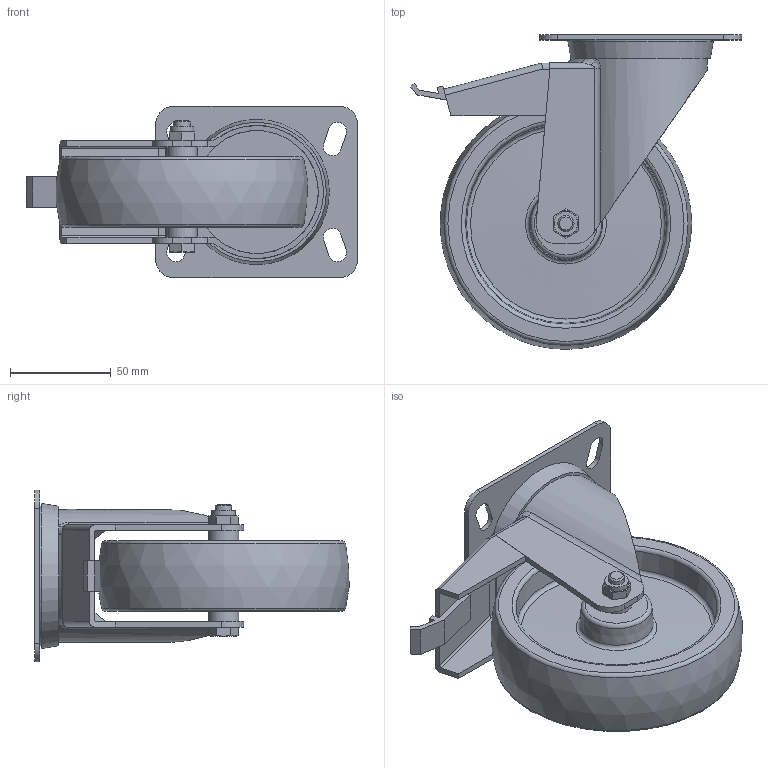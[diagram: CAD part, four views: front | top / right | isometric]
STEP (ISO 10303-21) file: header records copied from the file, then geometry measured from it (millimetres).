
FILE_DESCRIPTION(/* description */ ('RUOTA D.125 CON PIASTRA E FRENO GIREVOLE'),/* implementation_level */ '2;1');
FILE_NAME(/* name */ 'CRUST0000014.stp',/* time_stamp */ '2022-11-23T09:13:08+01:00',/* author */ ('tecnico7'),/* organization */ (''),/* preprocessor_version */ 'ST-DEVELOPER v18.1',/* originating_system */ 'Autodesk Inventor 2022',/* authorisation */ '');
FILE_SCHEMA (('AUTOMOTIVE_DESIGN { 1 0 10303 214 3 1 1 }'));
Length unit declared in the file: millimetre
Products named in the file (1): CRUST0000014
Bounding box: 164.05 x 155.77 x 85 mm (x, y, z)
Volume: 327624.9 mm3; surface area: 100449.5 mm2
Topology: 1 solids, 3 shells, 168 faces, 413 edges, 266 vertices
Faces by surface type: plane 80, cylinder 40, cone 23, torus 20, bspline 4, sphere 1
Full cylindrical faces by diameter (mm): 8 x3, 9 x2, 11.63 x1, 15 x2, 40.35 x1, 61 x1, 69.6 x1
Entity records: 5419 total; most frequent: CARTESIAN_POINT 1118, DIRECTION 885, ORIENTED_EDGE 826, EDGE_CURVE 413, AXIS2_PLACEMENT_3D 339, VERTEX_POINT 266, LINE 207, VECTOR 207
